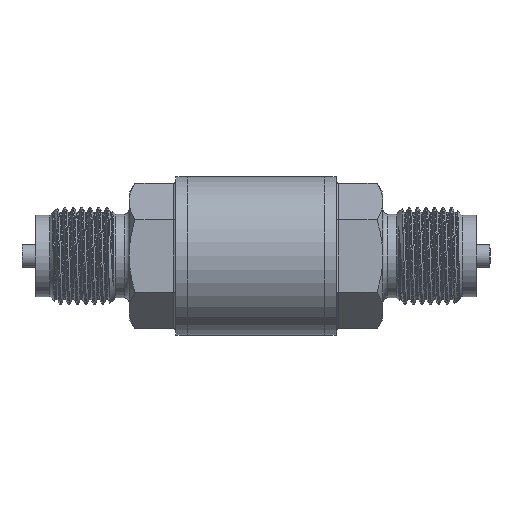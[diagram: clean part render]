
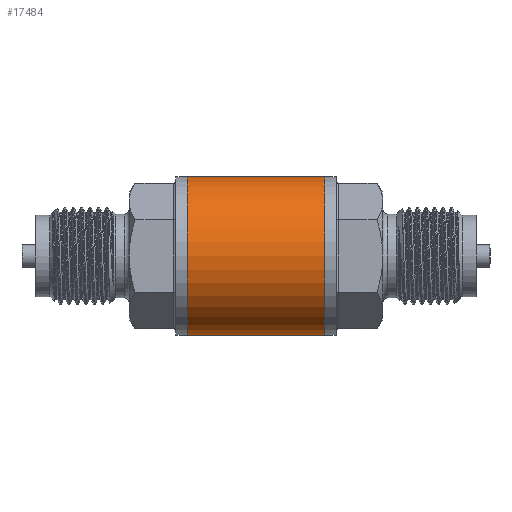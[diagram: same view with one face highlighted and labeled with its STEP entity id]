
A CAD part, front view. The second image highlights one B-rep face of the part: STEP entity #17484.
In plain terms, the highlighted cylindrical face has radius 17 mm (diameter 34 mm), a full revolution.
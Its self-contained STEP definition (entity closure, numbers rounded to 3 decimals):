
#235=FACE_BOUND('',#2532,.T.);
#1498=FACE_OUTER_BOUND('',#2531,.T.);
#2531=EDGE_LOOP('',(#13535,#13536,#13537,#13538));
#2532=EDGE_LOOP('',(#13539,#13540));
#3253=CIRCLE('',#18433,17.);
#3254=CIRCLE('',#18434,17.);
#4080=B_SPLINE_CURVE_WITH_KNOTS('',3,(#39999,#40000,#40001,#40002,#40003,
#40004,#40005,#40006,#40007,#40008,#40009,#40010,#40011,#40012,#40013,#40014,
#40015,#40016,#40017,#40018),.UNSPECIFIED.,.F.,.F.,(4,2,2,2,2,2,2,2,2,4),
(-5.022,-4.957,-4.66,-4.362,
-4.065,-3.767,-3.47,-2.9,
-2.615,-2.33),.UNSPECIFIED.);
#4081=B_SPLINE_CURVE_WITH_KNOTS('',3,(#40019,#40020,#40021,#40022,#40023,
#40024,#40025,#40026,#40027,#40028,#40029,#40030,#40031,#40032,#40033,#40034,
#40035,#40036,#40037,#40038,#40039,#40040,#40041,#40042,#40043,#40044,#40045,
#40046,#40047,#40048,#40049,#40050,#40051,#40052,#40053,#40054,#40055,#40056,
#40057,#40058,#40059,#40060,#40061),.UNSPECIFIED.,.F.,.F.,(4,2,2,2,2,2,
2,3,2,2,2,2,2,2,2,2,2,2,2,2,4),(-2.33,-2.045,-1.76,
-1.19,-0.893,-0.595,-0.298,
0.,0.298,0.595,0.893,1.19,
1.76,2.045,2.33,2.615,2.9,
3.47,3.767,4.065,4.297),
 .UNSPECIFIED.);
#5147=LINE('',#40077,#6178);
#6178=VECTOR('',#19942,17.);
#7539=VERTEX_POINT('',#39997);
#7540=VERTEX_POINT('',#39998);
#7543=VERTEX_POINT('',#40074);
#7544=VERTEX_POINT('',#40076);
#9733=EDGE_CURVE('',#7539,#7540,#4080,.T.);
#9734=EDGE_CURVE('',#7540,#7539,#4081,.T.);
#9739=EDGE_CURVE('',#7543,#7543,#3253,.T.);
#9740=EDGE_CURVE('',#7543,#7544,#5147,.T.);
#9741=EDGE_CURVE('',#7544,#7544,#3254,.T.);
#13535=ORIENTED_EDGE('',*,*,#9739,.F.);
#13536=ORIENTED_EDGE('',*,*,#9740,.T.);
#13537=ORIENTED_EDGE('',*,*,#9741,.F.);
#13538=ORIENTED_EDGE('',*,*,#9740,.F.);
#13539=ORIENTED_EDGE('',*,*,#9733,.T.);
#13540=ORIENTED_EDGE('',*,*,#9734,.T.);
#16985=CYLINDRICAL_SURFACE('',#18432,17.);
#17484=ADVANCED_FACE('',(#1498,#235),#16985,.T.);
#18432=AXIS2_PLACEMENT_3D('',#40073,#19938,#19939);
#18433=AXIS2_PLACEMENT_3D('',#40075,#19940,#19941);
#18434=AXIS2_PLACEMENT_3D('',#40078,#19943,#19944);
#19938=DIRECTION('center_axis',(1.,0.,0.));
#19939=DIRECTION('ref_axis',(0.,0.,-1.));
#19940=DIRECTION('center_axis',(1.,0.,0.));
#19941=DIRECTION('ref_axis',(0.,0.,-1.));
#19942=DIRECTION('',(-1.,0.,0.));
#19943=DIRECTION('center_axis',(-1.,0.,0.));
#19944=DIRECTION('ref_axis',(0.,0.,-1.));
#39997=CARTESIAN_POINT('',(3.5,9.909,13.813));
#39998=CARTESIAN_POINT('',(-14.25,17.,0.));
#39999=CARTESIAN_POINT('Ctrl Pts',(3.5,9.909,13.813));
#40000=CARTESIAN_POINT('Ctrl Pts',(3.3,9.838,13.864));
#40001=CARTESIAN_POINT('Ctrl Pts',(3.099,9.772,13.911));
#40002=CARTESIAN_POINT('Ctrl Pts',(1.961,9.433,14.147));
#40003=CARTESIAN_POINT('Ctrl Pts',(0.992,9.27,14.25));
#40004=CARTESIAN_POINT('Ctrl Pts',(-0.992,9.27,
14.25));
#40005=CARTESIAN_POINT('Ctrl Pts',(-1.961,9.433,14.147));
#40006=CARTESIAN_POINT('Ctrl Pts',(-3.829,9.99,13.759));
#40007=CARTESIAN_POINT('Ctrl Pts',(-4.729,10.381,13.475));
#40008=CARTESIAN_POINT('Ctrl Pts',(-6.439,11.264,12.746));
#40009=CARTESIAN_POINT('Ctrl Pts',(-7.251,11.755,12.301));
#40010=CARTESIAN_POINT('Ctrl Pts',(-8.759,12.741,11.277));
#40011=CARTESIAN_POINT('Ctrl Pts',(-9.454,13.234,10.698));
#40012=CARTESIAN_POINT('Ctrl Pts',(-11.268,14.569,8.885));
#40013=CARTESIAN_POINT('Ctrl Pts',(-12.355,15.44,7.35));
#40014=CARTESIAN_POINT('Ctrl Pts',(-13.475,16.354,4.732));
#40015=CARTESIAN_POINT('Ctrl Pts',(-13.766,16.596,3.807));
#40016=CARTESIAN_POINT('Ctrl Pts',(-14.154,16.919,1.916));
#40017=CARTESIAN_POINT('Ctrl Pts',(-14.25,17.,0.95));
#40018=CARTESIAN_POINT('Ctrl Pts',(-14.25,17.,0.));
#40019=CARTESIAN_POINT('Ctrl Pts',(-14.25,17.,0.));
#40020=CARTESIAN_POINT('Ctrl Pts',(-14.25,17.,-0.95));
#40021=CARTESIAN_POINT('Ctrl Pts',(-14.154,16.919,-1.916));
#40022=CARTESIAN_POINT('Ctrl Pts',(-13.766,16.596,-3.807));
#40023=CARTESIAN_POINT('Ctrl Pts',(-13.475,16.354,-4.732));
#40024=CARTESIAN_POINT('Ctrl Pts',(-12.355,15.44,-7.35));
#40025=CARTESIAN_POINT('Ctrl Pts',(-11.268,14.569,-8.885));
#40026=CARTESIAN_POINT('Ctrl Pts',(-9.454,13.234,-10.698));
#40027=CARTESIAN_POINT('Ctrl Pts',(-8.759,12.741,-11.277));
#40028=CARTESIAN_POINT('Ctrl Pts',(-7.251,11.755,-12.301));
#40029=CARTESIAN_POINT('Ctrl Pts',(-6.439,11.264,-12.746));
#40030=CARTESIAN_POINT('Ctrl Pts',(-4.729,10.381,-13.475));
#40031=CARTESIAN_POINT('Ctrl Pts',(-3.829,9.99,-13.759));
#40032=CARTESIAN_POINT('Ctrl Pts',(-1.961,9.433,-14.147));
#40033=CARTESIAN_POINT('Ctrl Pts',(-0.992,9.27,
-14.25));
#40034=CARTESIAN_POINT('Ctrl Pts',(0.,9.27,-14.25));
#40035=CARTESIAN_POINT('Ctrl Pts',(0.992,9.27,-14.25));
#40036=CARTESIAN_POINT('Ctrl Pts',(1.961,9.433,-14.147));
#40037=CARTESIAN_POINT('Ctrl Pts',(3.829,9.99,-13.759));
#40038=CARTESIAN_POINT('Ctrl Pts',(4.729,10.381,-13.475));
#40039=CARTESIAN_POINT('Ctrl Pts',(6.439,11.264,-12.746));
#40040=CARTESIAN_POINT('Ctrl Pts',(7.251,11.755,-12.301));
#40041=CARTESIAN_POINT('Ctrl Pts',(8.759,12.741,-11.277));
#40042=CARTESIAN_POINT('Ctrl Pts',(9.454,13.234,-10.698));
#40043=CARTESIAN_POINT('Ctrl Pts',(11.268,14.569,-8.885));
#40044=CARTESIAN_POINT('Ctrl Pts',(12.355,15.44,-7.35));
#40045=CARTESIAN_POINT('Ctrl Pts',(13.475,16.354,-4.732));
#40046=CARTESIAN_POINT('Ctrl Pts',(13.766,16.596,-3.807));
#40047=CARTESIAN_POINT('Ctrl Pts',(14.154,16.919,-1.916));
#40048=CARTESIAN_POINT('Ctrl Pts',(14.25,17.,-0.95));
#40049=CARTESIAN_POINT('Ctrl Pts',(14.25,17.,0.95));
#40050=CARTESIAN_POINT('Ctrl Pts',(14.154,16.919,1.916));
#40051=CARTESIAN_POINT('Ctrl Pts',(13.766,16.596,3.807));
#40052=CARTESIAN_POINT('Ctrl Pts',(13.475,16.354,4.732));
#40053=CARTESIAN_POINT('Ctrl Pts',(12.355,15.44,7.35));
#40054=CARTESIAN_POINT('Ctrl Pts',(11.268,14.569,8.885));
#40055=CARTESIAN_POINT('Ctrl Pts',(9.454,13.234,10.698));
#40056=CARTESIAN_POINT('Ctrl Pts',(8.759,12.741,11.277));
#40057=CARTESIAN_POINT('Ctrl Pts',(7.251,11.755,12.301));
#40058=CARTESIAN_POINT('Ctrl Pts',(6.439,11.264,12.746));
#40059=CARTESIAN_POINT('Ctrl Pts',(4.915,10.477,13.395));
#40060=CARTESIAN_POINT('Ctrl Pts',(4.219,10.163,13.631));
#40061=CARTESIAN_POINT('Ctrl Pts',(3.5,9.909,13.813));
#40073=CARTESIAN_POINT('Origin',(0.,0.,0.));
#40074=CARTESIAN_POINT('',(14.7,0.,17.));
#40075=CARTESIAN_POINT('Origin',(14.7,0.,0.));
#40076=CARTESIAN_POINT('',(-14.7,0.,17.));
#40077=CARTESIAN_POINT('',(0.,0.,17.));
#40078=CARTESIAN_POINT('Origin',(-14.7,0.,0.));
